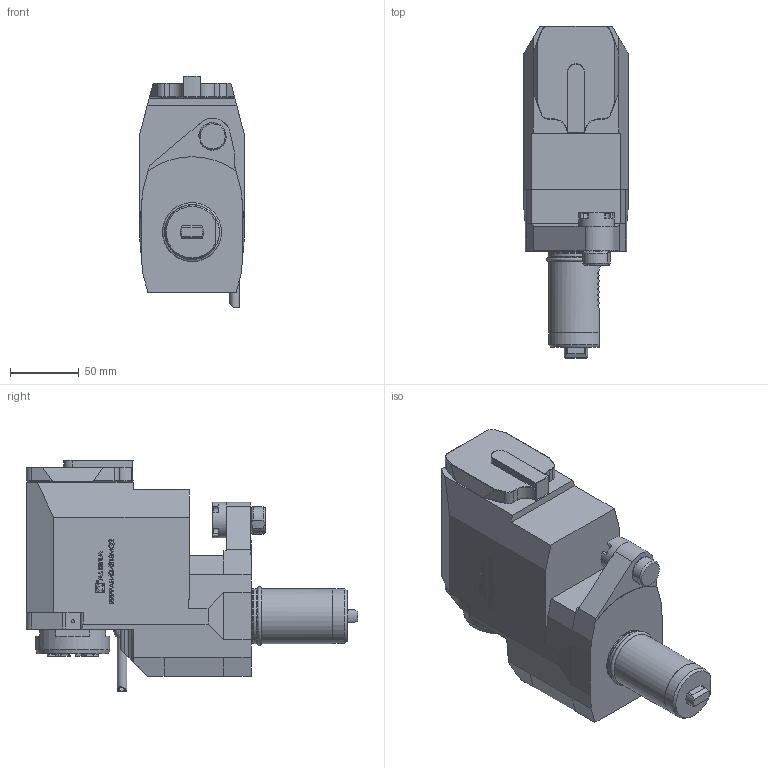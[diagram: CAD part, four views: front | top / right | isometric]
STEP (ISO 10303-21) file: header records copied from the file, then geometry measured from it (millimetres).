
FILE_DESCRIPTION (( 'STEP AP214' ), '1' );
FILE_NAME ('RRPPAH40I431SMQ2.STEP', '2026-01-28T09:35:44', ( '' ), ( '' ), 'SwSTEP 2.0', 'SolidWorks 2023', '' );
FILE_SCHEMA (( 'AUTOMOTIVE_DESIGN' ));
Length unit declared in the file: millimetre
Products named in the file (1): RRPPAH40I431SMQ2
Bounding box: 76 x 241.8 x 168.5 mm (x, y, z)
Volume: 1508454.2 mm3; surface area: 103201.4 mm2
Topology: 2 solids, 2 shells, 690 faces, 1840 edges, 1217 vertices
Faces by surface type: plane 419, cylinder 124, bspline 109, cone 30, torus 7, sphere 1
Full cylindrical faces by diameter (mm): 1.7 x1, 2.1 x1, 4 x1, 6.366 x1, 7 x1, 15 x1, 26 x1, 36 x1, 39.6 x1, 40 x2, 54 x1
Entity records: 31354 total; most frequent: CARTESIAN_POINT 11539, ORIENTED_EDGE 3600, DIRECTION 2873, EDGE_CURVE 1800, VERTEX_POINT 1203, LINE 1167, VECTOR 1167, AXIS2_PLACEMENT_3D 853
